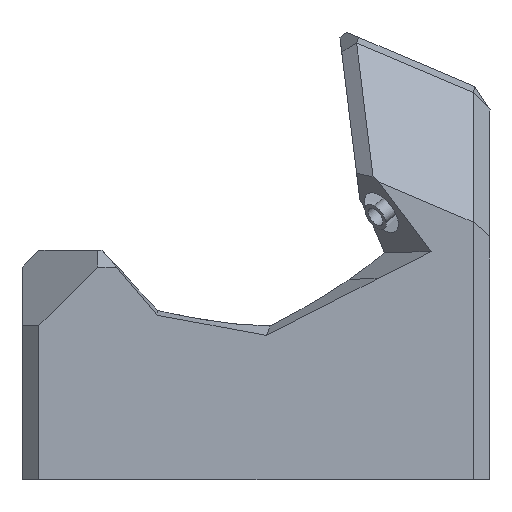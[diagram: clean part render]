
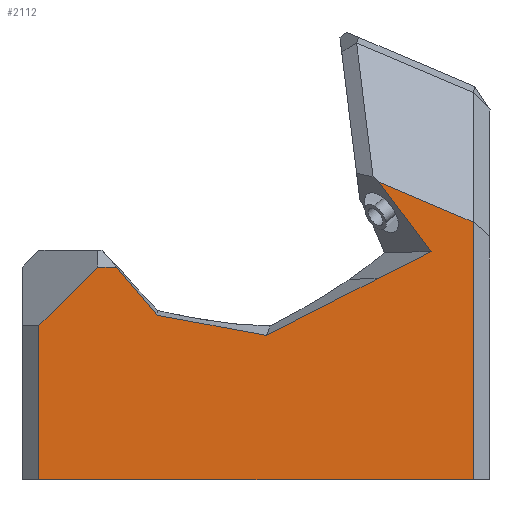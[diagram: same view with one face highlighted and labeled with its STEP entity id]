
A CAD part, front view. The second image highlights one B-rep face of the part: STEP entity #2112.
In plain terms, the highlighted planar face has unit normal (0, -1, 0).
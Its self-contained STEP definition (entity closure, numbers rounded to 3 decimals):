
#25=B_SPLINE_CURVE_WITH_KNOTS('',3,(#3445,#3446,#3447,#3448,#3449,#3450,
#3451,#3452,#3453,#3454,#3455,#3456,#3457),.UNSPECIFIED.,.F.,.F.,(4,3,3,
3,4),(0.,0.268,0.324,0.574,0.652),
 .UNSPECIFIED.);
#110=PLANE('',#2256);
#219=FACE_OUTER_BOUND('',#346,.T.);
#346=EDGE_LOOP('',(#1770,#1771,#1772,#1773,#1774,#1775,#1776,#1777,#1778,
#1779,#1780));
#418=LINE('',#2964,#650);
#521=LINE('',#3211,#753);
#527=LINE('',#3227,#759);
#530=LINE('',#3232,#762);
#557=LINE('',#3362,#789);
#595=LINE('',#3437,#827);
#596=LINE('',#3439,#828);
#597=LINE('',#3441,#829);
#598=LINE('',#3443,#830);
#599=LINE('',#3458,#831);
#650=VECTOR('',#2367,10.);
#753=VECTOR('',#2574,10.);
#759=VECTOR('',#2582,10.);
#762=VECTOR('',#2589,10.);
#789=VECTOR('',#2650,10.);
#827=VECTOR('',#2716,10.);
#828=VECTOR('',#2717,10.);
#829=VECTOR('',#2718,10.);
#830=VECTOR('',#2719,10.);
#831=VECTOR('',#2720,9.135);
#943=VERTEX_POINT('',#2961);
#944=VERTEX_POINT('',#2963);
#1034=VERTEX_POINT('',#3207);
#1036=VERTEX_POINT('',#3210);
#1040=VERTEX_POINT('',#3220);
#1062=VERTEX_POINT('',#3361);
#1085=VERTEX_POINT('',#3436);
#1086=VERTEX_POINT('',#3438);
#1087=VERTEX_POINT('',#3440);
#1088=VERTEX_POINT('',#3442);
#1089=VERTEX_POINT('',#3444);
#1142=EDGE_CURVE('',#944,#943,#418,.F.);
#1262=EDGE_CURVE('',#1036,#1034,#521,.T.);
#1269=EDGE_CURVE('',#1036,#1040,#527,.T.);
#1272=EDGE_CURVE('',#944,#1034,#530,.T.);
#1308=EDGE_CURVE('',#1062,#943,#557,.T.);
#1346=EDGE_CURVE('',#1062,#1085,#595,.T.);
#1347=EDGE_CURVE('',#1085,#1086,#596,.T.);
#1348=EDGE_CURVE('',#1086,#1087,#597,.T.);
#1349=EDGE_CURVE('',#1087,#1088,#598,.T.);
#1350=EDGE_CURVE('',#1089,#1088,#25,.T.);
#1351=EDGE_CURVE('',#1040,#1089,#599,.T.);
#1770=ORIENTED_EDGE('',*,*,#1272,.F.);
#1771=ORIENTED_EDGE('',*,*,#1142,.T.);
#1772=ORIENTED_EDGE('',*,*,#1308,.F.);
#1773=ORIENTED_EDGE('',*,*,#1346,.T.);
#1774=ORIENTED_EDGE('',*,*,#1347,.T.);
#1775=ORIENTED_EDGE('',*,*,#1348,.T.);
#1776=ORIENTED_EDGE('',*,*,#1349,.T.);
#1777=ORIENTED_EDGE('',*,*,#1350,.F.);
#1778=ORIENTED_EDGE('',*,*,#1351,.F.);
#1779=ORIENTED_EDGE('',*,*,#1269,.F.);
#1780=ORIENTED_EDGE('',*,*,#1262,.T.);
#2112=ADVANCED_FACE('',(#219),#110,.T.);
#2256=AXIS2_PLACEMENT_3D('',#3435,#2714,#2715);
#2367=DIRECTION('',(-1.,0.,0.));
#2574=DIRECTION('',(-0.707,0.,-0.707));
#2582=DIRECTION('',(1.,0.,0.));
#2589=DIRECTION('',(0.,0.,1.));
#2650=DIRECTION('',(0.,0.,-1.));
#2714=DIRECTION('center_axis',(0.,-1.,0.));
#2715=DIRECTION('ref_axis',(0.122,0.,-0.993));
#2716=DIRECTION('',(-0.921,0.,0.391));
#2717=DIRECTION('',(0.602,0.,-0.799));
#2718=DIRECTION('',(-0.891,0.,-0.454));
#2719=DIRECTION('',(-0.891,0.,-0.454));
#2720=DIRECTION('',(0.649,0.,-0.761));
#2961=CARTESIAN_POINT('',(71.442,7.484,5.314));
#2963=CARTESIAN_POINT('',(45.805,7.484,5.314));
#2964=CARTESIAN_POINT('',(57.716,7.484,5.314));
#3207=CARTESIAN_POINT('',(45.805,7.484,14.411));
#3210=CARTESIAN_POINT('',(49.269,7.484,17.875));
#3211=CARTESIAN_POINT('',(50.707,7.484,19.314));
#3220=CARTESIAN_POINT('',(50.389,7.484,17.875));
#3227=CARTESIAN_POINT('',(51.414,7.484,17.875));
#3232=CARTESIAN_POINT('',(45.805,7.484,17.423));
#3361=CARTESIAN_POINT('',(71.442,7.484,20.529));
#3362=CARTESIAN_POINT('',(71.442,7.484,13.61));
#3435=CARTESIAN_POINT('Origin',(56.91,7.484,18.452));
#3436=CARTESIAN_POINT('',(65.892,7.484,22.885));
#3437=CARTESIAN_POINT('',(61.476,7.484,24.759));
#3438=CARTESIAN_POINT('',(68.971,7.484,18.798));
#3439=CARTESIAN_POINT('',(65.149,7.484,23.87));
#3440=CARTESIAN_POINT('',(65.836,7.484,17.203));
#3441=CARTESIAN_POINT('',(63.478,7.484,16.003));
#3442=CARTESIAN_POINT('',(59.231,7.484,13.841));
#3443=CARTESIAN_POINT('',(61.854,7.484,15.176));
#3444=CARTESIAN_POINT('',(52.819,7.484,15.023));
#3445=CARTESIAN_POINT('Ctrl Pts',(52.819,7.484,15.023));
#3446=CARTESIAN_POINT('Ctrl Pts',(53.695,7.484,14.846));
#3447=CARTESIAN_POINT('Ctrl Pts',(54.573,7.484,14.674));
#3448=CARTESIAN_POINT('Ctrl Pts',(55.452,7.484,14.509));
#3449=CARTESIAN_POINT('Ctrl Pts',(55.634,7.484,14.474));
#3450=CARTESIAN_POINT('Ctrl Pts',(55.816,7.484,14.44));
#3451=CARTESIAN_POINT('Ctrl Pts',(55.998,7.484,14.407));
#3452=CARTESIAN_POINT('Ctrl Pts',(56.819,7.484,14.255));
#3453=CARTESIAN_POINT('Ctrl Pts',(57.642,7.484,14.109));
#3454=CARTESIAN_POINT('Ctrl Pts',(58.466,7.484,13.969));
#3455=CARTESIAN_POINT('Ctrl Pts',(58.721,7.484,13.926));
#3456=CARTESIAN_POINT('Ctrl Pts',(58.976,7.484,13.883));
#3457=CARTESIAN_POINT('Ctrl Pts',(59.231,7.484,13.841));
#3458=CARTESIAN_POINT('',(49.536,7.484,18.875));
